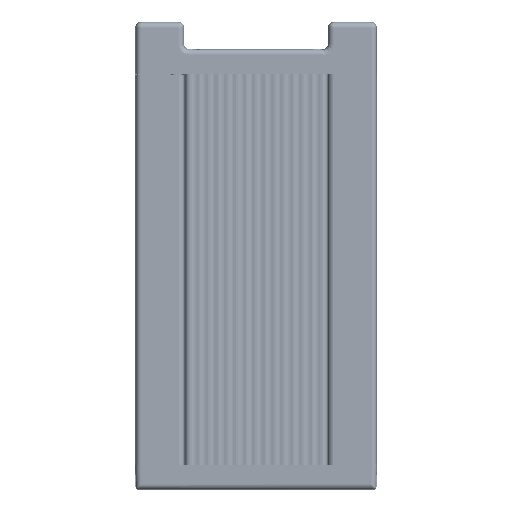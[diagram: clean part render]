
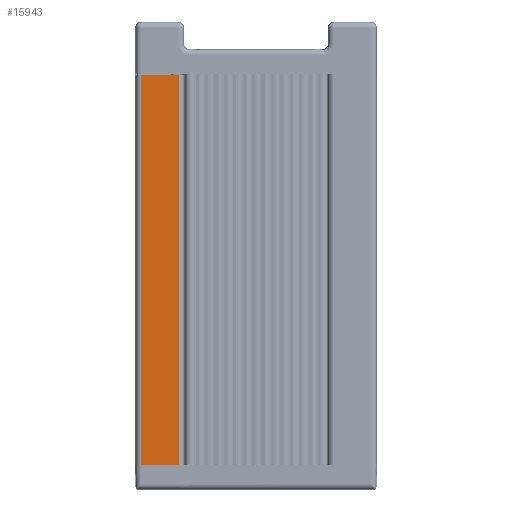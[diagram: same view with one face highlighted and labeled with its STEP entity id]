
A CAD part, left-side view. The second image highlights one B-rep face of the part: STEP entity #15943.
In plain terms, the highlighted face is planar.
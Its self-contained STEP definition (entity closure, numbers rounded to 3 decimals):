
#1924=FACE_OUTER_BOUND('',#3235,.T.);
#3235=EDGE_LOOP('',(#13780,#13781,#13782,#13783));
#5276=LINE('',#26726,#6484);
#5295=LINE('',#26780,#6503);
#5312=LINE('',#26816,#6520);
#5313=LINE('',#26818,#6521);
#6484=VECTOR('',#21965,1.);
#6503=VECTOR('',#22004,1.);
#6520=VECTOR('',#22053,1.);
#6521=VECTOR('',#22056,1.);
#7868=VERTEX_POINT('',#26723);
#7869=VERTEX_POINT('',#26725);
#7893=VERTEX_POINT('',#26777);
#7894=VERTEX_POINT('',#26779);
#9861=EDGE_CURVE('',#7869,#7868,#5276,.T.);
#9888=EDGE_CURVE('',#7894,#7893,#5295,.T.);
#9907=EDGE_CURVE('',#7868,#7894,#5312,.T.);
#9908=EDGE_CURVE('',#7869,#7893,#5313,.T.);
#13780=ORIENTED_EDGE('',*,*,#9888,.T.);
#13781=ORIENTED_EDGE('',*,*,#9908,.F.);
#13782=ORIENTED_EDGE('',*,*,#9861,.T.);
#13783=ORIENTED_EDGE('',*,*,#9907,.T.);
#15180=PLANE('',#17873);
#15943=ADVANCED_FACE('',(#1924),#15180,.T.);
#17873=AXIS2_PLACEMENT_3D('',#26817,#22054,#22055);
#21965=DIRECTION('',(-1.,0.,0.));
#22004=DIRECTION('',(1.,0.,0.));
#22053=DIRECTION('',(0.,0.,1.));
#22054=DIRECTION('center_axis',(0.,1.,0.));
#22055=DIRECTION('ref_axis',(0.,0.,1.));
#22056=DIRECTION('',(0.,0.,1.));
#26723=CARTESIAN_POINT('',(-10.177,4.35,-107.25));
#26725=CARTESIAN_POINT('',(10.35,4.35,-107.25));
#26726=CARTESIAN_POINT('',(30.624,4.35,-107.25));
#26777=CARTESIAN_POINT('',(10.35,4.35,107.25));
#26779=CARTESIAN_POINT('',(-10.177,4.35,107.25));
#26780=CARTESIAN_POINT('',(30.624,4.35,107.25));
#26816=CARTESIAN_POINT('',(-10.177,4.35,-107.25));
#26817=CARTESIAN_POINT('Origin',(-10.177,4.35,-107.25));
#26818=CARTESIAN_POINT('',(10.35,4.35,-107.25));
